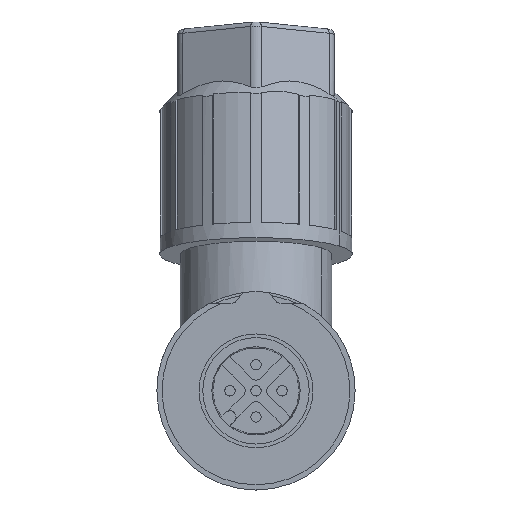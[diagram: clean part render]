
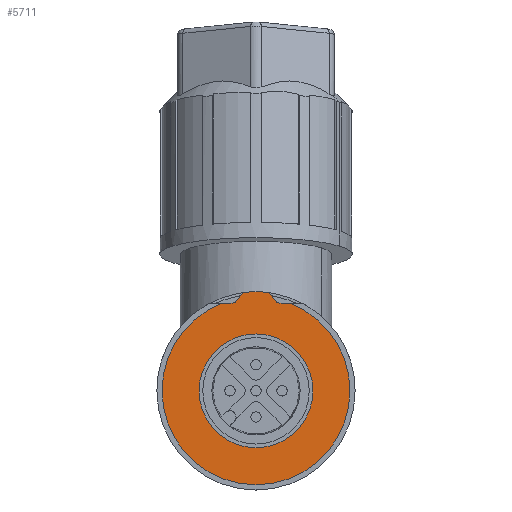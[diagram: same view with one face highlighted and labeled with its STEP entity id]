
A CAD part, front view. The second image highlights one B-rep face of the part: STEP entity #5711.
In plain terms, the highlighted planar face has unit normal (0, -1, 0).
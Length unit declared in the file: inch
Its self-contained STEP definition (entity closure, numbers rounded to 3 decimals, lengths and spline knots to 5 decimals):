
#16 = EDGE_CURVE ( 'NONE', #3736, #527, #802, .T. ) ;
#132 = AXIS2_PLACEMENT_3D ( 'NONE', #3249, #7646, #4365 ) ;
#527 = VERTEX_POINT ( 'NONE', #813 ) ;
#802 = CIRCLE ( 'NONE', #4432, 0.37402 ) ;
#813 = CARTESIAN_POINT ( 'NONE',  ( 0.0485, 0.36811, 0.37086 ) ) ;
#922 = ORIENTED_EDGE ( 'NONE', *, *, #5258, .T. ) ;
#1198 = DIRECTION ( 'NONE',  ( 0., 0., 1. ) ) ;
#1283 = VERTEX_POINT ( 'NONE', #3530 ) ;
#1341 = CIRCLE ( 'NONE', #6260, 0.35433 ) ;
#1570 = VERTEX_POINT ( 'NONE', #5259 ) ;
#1636 = EDGE_CURVE ( 'NONE', #6575, #1283, #6480, .T. ) ;
#1819 = LINE ( 'NONE', #4866, #7758 ) ;
#1851 = CARTESIAN_POINT ( 'NONE',  ( 0., 0.36811, 0. ) ) ;
#1946 = DIRECTION ( 'NONE',  ( 0., 0., 1. ) ) ;
#1960 = CARTESIAN_POINT ( 'NONE',  ( -0.0485, 0.36811, 0.37086 ) ) ;
#2040 = CARTESIAN_POINT ( 'NONE',  ( 0., 0.36811, -0.21457 ) ) ;
#2078 = FACE_OUTER_BOUND ( 'NONE', #7312, .T. ) ;
#2237 = CARTESIAN_POINT ( 'NONE',  ( 0., 0.36811, 0. ) ) ;
#2356 = CARTESIAN_POINT ( 'NONE',  ( -0.35433, 0.36811, 0. ) ) ;
#2537 = DIRECTION ( 'NONE',  ( 0., 0., 1. ) ) ;
#2545 = DIRECTION ( 'NONE',  ( -0.613, 0., 0.79 ) ) ;
#2693 = CARTESIAN_POINT ( 'NONE',  ( -0.07886, 0.36811, 0.33171 ) ) ;
#2706 = CARTESIAN_POINT ( 'NONE',  ( 0.12914, 0.36811, 0.32996 ) ) ;
#2720 = CARTESIAN_POINT ( 'NONE',  ( 0., 0.36811, 0. ) ) ;
#2882 = CARTESIAN_POINT ( 'NONE',  ( 0.35433, 0.36811, 0. ) ) ;
#2890 = VECTOR ( 'NONE', #7657, 39.37008 ) ;
#2943 = ORIENTED_EDGE ( 'NONE', *, *, #5653, .T. ) ;
#2954 = VECTOR ( 'NONE', #7526, 39.37008 ) ;
#2960 = AXIS2_PLACEMENT_3D ( 'NONE', #2720, #5940, #7116 ) ;
#3051 = DIRECTION ( 'NONE',  ( 0., -1., 0. ) ) ;
#3121 = VERTEX_POINT ( 'NONE', #2882 ) ;
#3249 = CARTESIAN_POINT ( 'NONE',  ( 0., 0.36811, 0. ) ) ;
#3342 = CIRCLE ( 'NONE', #132, 0.35433 ) ;
#3359 = DIRECTION ( 'NONE',  ( 0., 1., 0. ) ) ;
#3373 = FACE_BOUND ( 'NONE', #4749, .T. ) ;
#3455 = DIRECTION ( 'NONE',  ( 0., 0., -1. ) ) ;
#3530 = CARTESIAN_POINT ( 'NONE',  ( -0.12914, 0.36811, 0.32996 ) ) ;
#3555 = CARTESIAN_POINT ( 'NONE',  ( -0.07886, 0.36811, 0.33171 ) ) ;
#3566 = EDGE_CURVE ( 'NONE', #3860, #527, #1819, .T. ) ;
#3736 = VERTEX_POINT ( 'NONE', #5099 ) ;
#3860 = VERTEX_POINT ( 'NONE', #4438 ) ;
#3964 = AXIS2_PLACEMENT_3D ( 'NONE', #8004, #3051, #1198 ) ;
#4053 = DIRECTION ( 'NONE',  ( -0.999, 0., 0.035 ) ) ;
#4122 = ORIENTED_EDGE ( 'NONE', *, *, #5726, .T. ) ;
#4365 = DIRECTION ( 'NONE',  ( 0., 0., 1. ) ) ;
#4432 = AXIS2_PLACEMENT_3D ( 'NONE', #6742, #5024, #1946 ) ;
#4438 = CARTESIAN_POINT ( 'NONE',  ( 0.07886, 0.36811, 0.33171 ) ) ;
#4517 = AXIS2_PLACEMENT_3D ( 'NONE', #2237, #4724, #3455 ) ;
#4715 = CARTESIAN_POINT ( 'NONE',  ( 0.12914, 0.36811, 0.32996 ) ) ;
#4724 = DIRECTION ( 'NONE',  ( 0., 1., 0. ) ) ;
#4749 = EDGE_LOOP ( 'NONE', ( #4122, #6640 ) ) ;
#4866 = CARTESIAN_POINT ( 'NONE',  ( 0.07886, 0.36811, 0.33171 ) ) ;
#4887 = LINE ( 'NONE', #1960, #2954 ) ;
#5024 = DIRECTION ( 'NONE',  ( 0., 1., 0. ) ) ;
#5099 = CARTESIAN_POINT ( 'NONE',  ( -0.0485, 0.36811, 0.37086 ) ) ;
#5230 = ORIENTED_EDGE ( 'NONE', *, *, #7139, .T. ) ;
#5258 = EDGE_CURVE ( 'NONE', #7376, #3860, #7630, .T. ) ;
#5259 = CARTESIAN_POINT ( 'NONE',  ( 0., 0.36811, 0.21457 ) ) ;
#5390 = EDGE_CURVE ( 'NONE', #1283, #7310, #7477, .T. ) ;
#5410 = ORIENTED_EDGE ( 'NONE', *, *, #1636, .T. ) ;
#5624 = DIRECTION ( 'NONE',  ( 0., -1., 0. ) ) ;
#5653 = EDGE_CURVE ( 'NONE', #3121, #7376, #3342, .T. ) ;
#5711 = ADVANCED_FACE ( 'NONE', ( #3373, #2078 ), #7801, .F. ) ;
#5726 = EDGE_CURVE ( 'NONE', #1570, #6077, #7628, .T. ) ;
#5778 = VECTOR ( 'NONE', #4053, 39.37008 ) ;
#5879 = DIRECTION ( 'NONE',  ( 0., 0., -1. ) ) ;
#5940 = DIRECTION ( 'NONE',  ( 0., 1., 0. ) ) ;
#6077 = VERTEX_POINT ( 'NONE', #2040 ) ;
#6253 = EDGE_CURVE ( 'NONE', #6077, #1570, #7803, .T. ) ;
#6260 = AXIS2_PLACEMENT_3D ( 'NONE', #1851, #5624, #2537 ) ;
#6343 = ORIENTED_EDGE ( 'NONE', *, *, #16, .F. ) ;
#6450 = CARTESIAN_POINT ( 'NONE',  ( 0., 0.36811, 0. ) ) ;
#6480 = LINE ( 'NONE', #2693, #2890 ) ;
#6575 = VERTEX_POINT ( 'NONE', #3555 ) ;
#6640 = ORIENTED_EDGE ( 'NONE', *, *, #6253, .T. ) ;
#6742 = CARTESIAN_POINT ( 'NONE',  ( 0., 0.36811, 0. ) ) ;
#6749 = EDGE_CURVE ( 'NONE', #7310, #3121, #1341, .T. ) ;
#6779 = AXIS2_PLACEMENT_3D ( 'NONE', #6450, #3359, #5879 ) ;
#6872 = ORIENTED_EDGE ( 'NONE', *, *, #6749, .T. ) ;
#7116 = DIRECTION ( 'NONE',  ( 0., 0., 1. ) ) ;
#7139 = EDGE_CURVE ( 'NONE', #3736, #6575, #4887, .T. ) ;
#7310 = VERTEX_POINT ( 'NONE', #2356 ) ;
#7312 = EDGE_LOOP ( 'NONE', ( #5230, #5410, #7716, #6872, #2943, #922, #7402, #6343 ) ) ;
#7376 = VERTEX_POINT ( 'NONE', #4715 ) ;
#7402 = ORIENTED_EDGE ( 'NONE', *, *, #3566, .T. ) ;
#7477 = CIRCLE ( 'NONE', #3964, 0.35433 ) ;
#7526 = DIRECTION ( 'NONE',  ( -0.613, 0., -0.79 ) ) ;
#7628 = CIRCLE ( 'NONE', #4517, 0.21457 ) ;
#7630 = LINE ( 'NONE', #2706, #5778 ) ;
#7646 = DIRECTION ( 'NONE',  ( 0., -1., 0. ) ) ;
#7657 = DIRECTION ( 'NONE',  ( -0.999, 0., -0.035 ) ) ;
#7716 = ORIENTED_EDGE ( 'NONE', *, *, #5390, .T. ) ;
#7758 = VECTOR ( 'NONE', #2545, 39.37008 ) ;
#7801 = PLANE ( 'NONE',  #2960 ) ;
#7803 = CIRCLE ( 'NONE', #6779, 0.21457 ) ;
#8004 = CARTESIAN_POINT ( 'NONE',  ( 0., 0.36811, 0. ) ) ;
